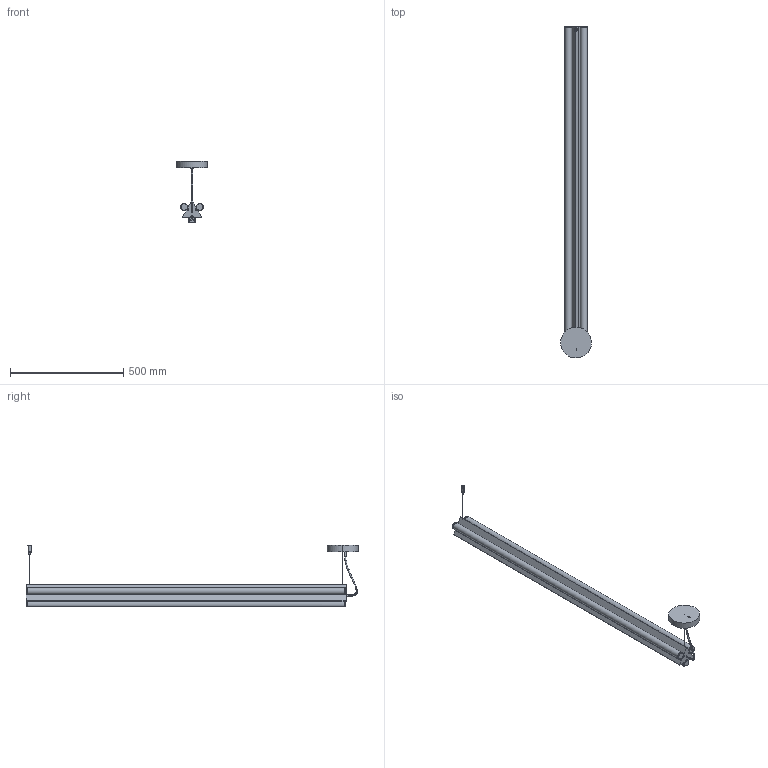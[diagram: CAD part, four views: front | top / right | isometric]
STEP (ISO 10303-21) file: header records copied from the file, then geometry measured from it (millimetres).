
FILE_DESCRIPTION(/* description */ (''),/* implementation_level */ '2;1');
FILE_NAME(/* name */ 'DREISPITZ150 SOSP 2 EM. DIFF + 1 CE',/* time_stamp */ '2025-04-17T09:41:05+02:00',/* author */ (''),/* organization */ (''),/* preprocessor_version */ 'ST-DEVELOPER v16.5',/* originating_system */ 'Rhino 7.37',/* authorisation */ '');
FILE_SCHEMA (('AUTOMOTIVE_DESIGN'));
Length unit declared in the file: millimetre
Products named in the file (1): Document
Bounding box: 136.11 x 1466.03 x 270.54 mm (x, y, z)
Volume: 7379591.6 mm3; surface area: 1352945.7 mm2
Topology: 19 solids, 26 shells, 2132 faces, 5267 edges, 3214 vertices
Faces by surface type: bspline 1457, cylinder 423, plane 252
Entity records: 205997 total; most frequent: CARTESIAN_POINT 173464, ORIENTED_EDGE 10466, EDGE_CURVE 5245, B_SPLINE_CURVE_WITH_KNOTS 3909, VERTEX_POINT 3210, EDGE_LOOP 2242, ADVANCED_FACE 2132, FACE_OUTER_BOUND 2132
